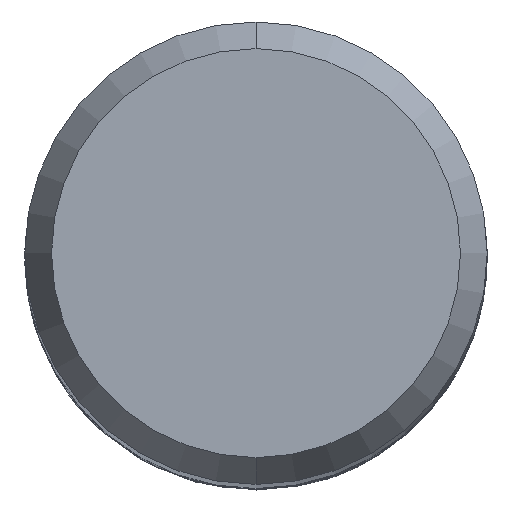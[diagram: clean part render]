
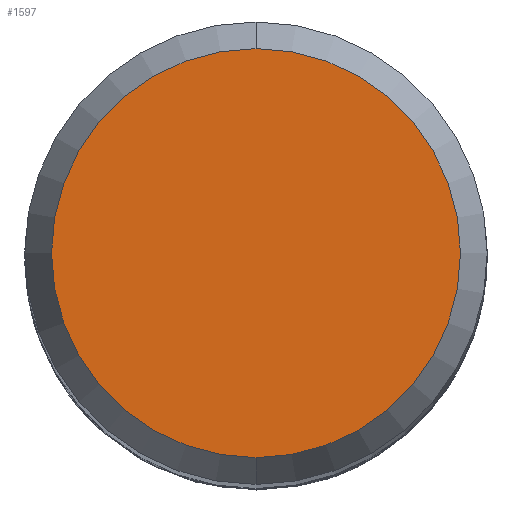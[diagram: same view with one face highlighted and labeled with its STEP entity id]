
A CAD part, top view. The second image highlights one B-rep face of the part: STEP entity #1597.
In plain terms, the highlighted planar face has unit normal (0, 0, 1).
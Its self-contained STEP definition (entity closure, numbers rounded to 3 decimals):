
#901=VERTEX_POINT('',#2327);
#1085=VERTEX_POINT('',#2528);
#1147=EDGE_CURVE('',#901,#1085,#2597,.T.);
#1597=ADVANCED_FACE('',(#3093),#3094,.T.);
#1649=EDGE_CURVE('',#1085,#901,#3151,.T.);
#2327=CARTESIAN_POINT('',(0.0,3.538,0.0));
#2528=CARTESIAN_POINT('',(0.,-3.538,0.0));
#2597=CIRCLE('',#9155,3.538);
#3093=FACE_OUTER_BOUND('',#14884,.T.);
#3094=PLANE('',#14885);
#3151=CIRCLE('',#15372,3.538);
#9155=AXIS2_PLACEMENT_3D('',#21011,#21012,#21013);
#14884=EDGE_LOOP('',(#21532,#21533));
#14885=AXIS2_PLACEMENT_3D('',#21534,#21535,#21536);
#15372=AXIS2_PLACEMENT_3D('',#21592,#21593,#21594);
#21011=CARTESIAN_POINT('',(0.0,0.0,0.0));
#21012=DIRECTION('',(0.0,0.0,-1.0));
#21013=DIRECTION('',(0.0,1.0,0.0));
#21532=ORIENTED_EDGE('',*,*,#1147,.F.);
#21533=ORIENTED_EDGE('',*,*,#1649,.F.);
#21534=CARTESIAN_POINT('',(0.0,1.769,0.0));
#21535=DIRECTION('',(-0.0,0.0,1.0));
#21536=DIRECTION('',(0.0,-1.0,0.0));
#21592=CARTESIAN_POINT('',(0.0,0.0,0.0));
#21593=DIRECTION('',(0.0,0.0,-1.0));
#21594=DIRECTION('',(0.0,1.0,0.0));
